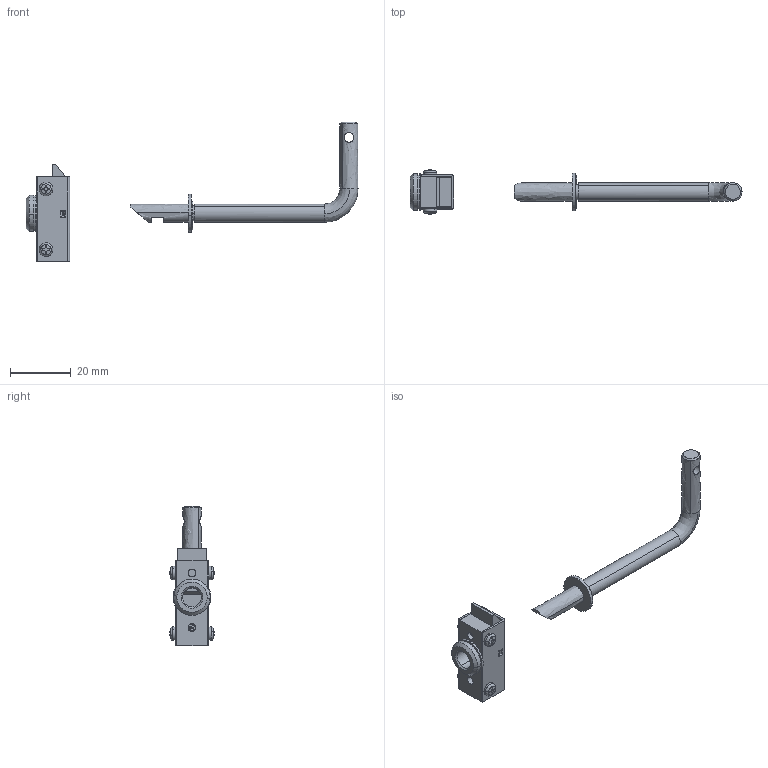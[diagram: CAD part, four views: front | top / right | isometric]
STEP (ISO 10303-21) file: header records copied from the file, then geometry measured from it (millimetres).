
FILE_DESCRIPTION((''),'2;1');
FILE_NAME('','2005-07-15T16:39:21',(''),(''),'','CADfix','');
FILE_SCHEMA(('AUTOMOTIVE_DESIGN'));
Length unit declared in the file: millimetre
Products named in the file (11): retainer; packing; screw; washer; spring; nut; latch; housing; handle; base; TL_32_001_10094_36
Assembly tree (13 placements, depth 2):
  TL_32_001_10094_36
    retainer
    packing
    screw  x4
    washer
    spring
    nut
    latch
    housing
    handle
    base
Bounding box: 109.4 x 14.56 x 46 mm (x, y, z)
Volume: 5219.3 mm3; surface area: 6855.9 mm2
Topology: 13 solids, 13 shells, 278 faces, 852 edges, 612 vertices
Faces by surface type: bspline 278
Entity records: 9733 total; most frequent: CARTESIAN_POINT 6015, ORIENTED_EDGE 1236, EDGE_CURVE 618, VERTEX_POINT 450, QUASI_UNIFORM_CURVE 276, EDGE_LOOP 240, FACE_OUTER_BOUND 197, ADVANCED_FACE 197
